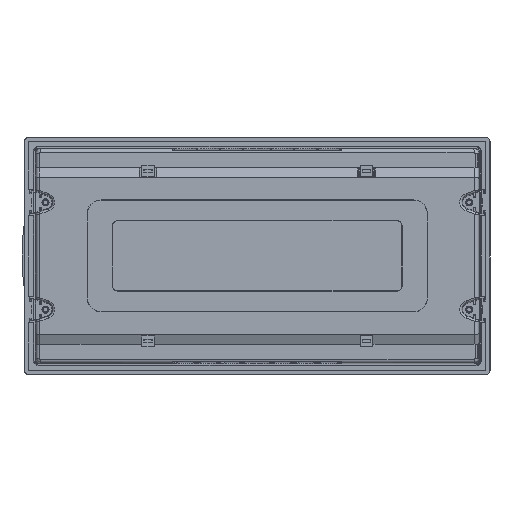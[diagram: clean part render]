
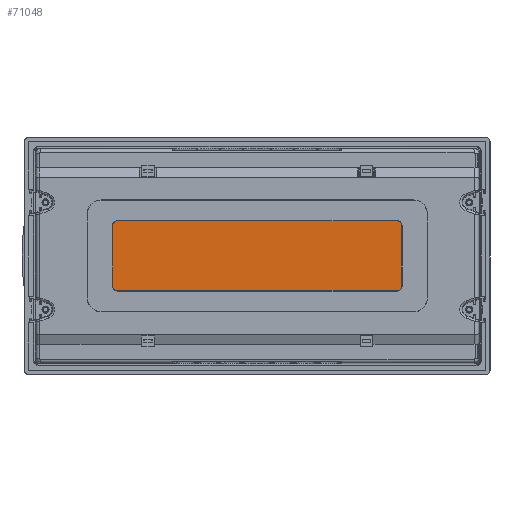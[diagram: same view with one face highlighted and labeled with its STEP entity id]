
A CAD part, top view. The second image highlights one B-rep face of the part: STEP entity #71048.
In plain terms, the highlighted planar face has unit normal (0, 0, 1).
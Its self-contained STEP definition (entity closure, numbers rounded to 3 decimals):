
#48720=DIRECTION('',(1.,0.,0.));
#48721=VECTOR('',#48720,300.);
#48722=CARTESIAN_POINT('',(-150.,37.5,69.6));
#48723=LINE('',#48722,#48721);
#48727=CARTESIAN_POINT('',(150.,32.5,69.6));
#48728=DIRECTION('',(0.,0.,-1.));
#48729=DIRECTION('',(0.,1.,0.));
#48730=AXIS2_PLACEMENT_3D('',#48727,#48728,#48729);
#48735=DIRECTION('',(0.,-1.,0.));
#48736=VECTOR('',#48735,65.);
#48737=CARTESIAN_POINT('',(155.,32.5,69.6));
#48738=LINE('',#48737,#48736);
#48742=CARTESIAN_POINT('',(150.,-32.5,69.6));
#48743=DIRECTION('',(0.,0.,-1.));
#48744=DIRECTION('',(1.,0.,0.));
#48745=AXIS2_PLACEMENT_3D('',#48742,#48743,#48744);
#48750=DIRECTION('',(-1.,0.,0.));
#48751=VECTOR('',#48750,300.);
#48752=CARTESIAN_POINT('',(150.,-37.5,69.6));
#48753=LINE('',#48752,#48751);
#48757=CARTESIAN_POINT('',(-150.,-32.5,69.6));
#48758=DIRECTION('',(0.,0.,-1.));
#48759=DIRECTION('',(0.,-1.,0.));
#48760=AXIS2_PLACEMENT_3D('',#48757,#48758,#48759);
#48765=DIRECTION('',(0.,1.,0.));
#48766=VECTOR('',#48765,65.);
#48767=CARTESIAN_POINT('',(-155.,-32.5,69.6));
#48768=LINE('',#48767,#48766);
#48772=CARTESIAN_POINT('',(-150.,32.5,69.6));
#48773=DIRECTION('',(0.,0.,-1.));
#48774=DIRECTION('',(-1.,0.,0.));
#48775=AXIS2_PLACEMENT_3D('',#48772,#48773,#48774);
#62897=CARTESIAN_POINT('',(-155.,32.5,69.6));
#62898=CARTESIAN_POINT('',(-150.,37.5,69.6));
#62899=VERTEX_POINT('',#62897);
#62900=VERTEX_POINT('',#62898);
#62901=CARTESIAN_POINT('',(150.,37.5,69.6));
#62902=VERTEX_POINT('',#62901);
#62903=CARTESIAN_POINT('',(155.,32.5,69.6));
#62904=VERTEX_POINT('',#62903);
#62905=CARTESIAN_POINT('',(155.,-32.5,69.6));
#62906=VERTEX_POINT('',#62905);
#62907=CARTESIAN_POINT('',(150.,-37.5,69.6));
#62908=VERTEX_POINT('',#62907);
#62909=CARTESIAN_POINT('',(-150.,-37.5,69.6));
#62910=VERTEX_POINT('',#62909);
#62911=CARTESIAN_POINT('',(-155.,-32.5,69.6));
#62912=VERTEX_POINT('',#62911);
#71026=CARTESIAN_POINT('',(131.019,93.082,69.6));
#71027=DIRECTION('',(0.,0.,-1.));
#71028=DIRECTION('',(-1.,0.,0.));
#71029=AXIS2_PLACEMENT_3D('',#71026,#71027,#71028);
#71030=PLANE('',#71029);
#71032=ORIENTED_EDGE('',*,*,#71031,.T.);
#71034=ORIENTED_EDGE('',*,*,#71033,.T.);
#71036=ORIENTED_EDGE('',*,*,#71035,.T.);
#71038=ORIENTED_EDGE('',*,*,#71037,.T.);
#71040=ORIENTED_EDGE('',*,*,#71039,.T.);
#71042=ORIENTED_EDGE('',*,*,#71041,.T.);
#71044=ORIENTED_EDGE('',*,*,#71043,.T.);
#71045=ORIENTED_EDGE('',*,*,#71016,.T.);
#71046=EDGE_LOOP('',(#71032,#71034,#71036,#71038,#71040,#71042,#71044,#71045));
#71047=FACE_OUTER_BOUND('',#71046,.F.);
#48731=CIRCLE('',#48730,5.);
#48746=CIRCLE('',#48745,5.);
#48761=CIRCLE('',#48760,5.);
#48776=CIRCLE('',#48775,5.);
#71016=EDGE_CURVE('',#62899,#62900,#48776,.T.);
#71031=EDGE_CURVE('',#62900,#62902,#48723,.T.);
#71033=EDGE_CURVE('',#62902,#62904,#48731,.T.);
#71035=EDGE_CURVE('',#62904,#62906,#48738,.T.);
#71037=EDGE_CURVE('',#62906,#62908,#48746,.T.);
#71039=EDGE_CURVE('',#62908,#62910,#48753,.T.);
#71041=EDGE_CURVE('',#62910,#62912,#48761,.T.);
#71043=EDGE_CURVE('',#62912,#62899,#48768,.T.);
#71048=ADVANCED_FACE('',(#71047),#71030,.F.);
